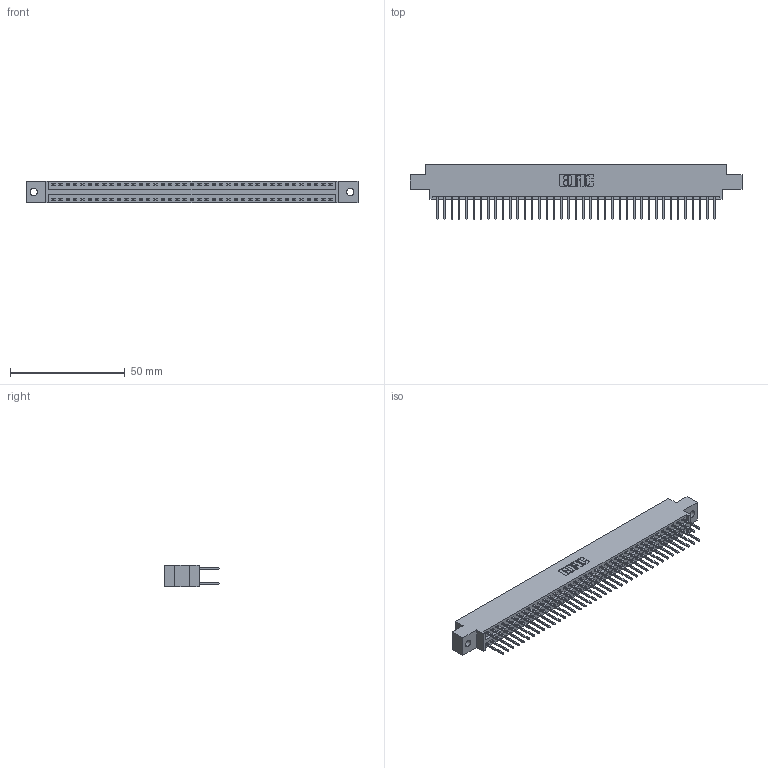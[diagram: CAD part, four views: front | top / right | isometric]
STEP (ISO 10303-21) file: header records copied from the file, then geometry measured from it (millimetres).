
FILE_DESCRIPTION (( 'STEP AP203' ), '1' );
FILE_NAME ('396-078-526-802.STEP', '2019-11-02T13:17:26', ( '' ), ( '' ), 'SwSTEP 2.0', 'SolidWorks 2016', '' );
FILE_SCHEMA (( 'CONFIG_CONTROL_DESIGN' ));
Length unit declared in the file: inch
Products named in the file (3): 345-292-001_345-293-126; 396-078-526-802; 346 Part_0.170 Offset - 0.128 Dia
Assembly tree (79 placements, depth 2):
  396-078-526-802
    346 Part_0.170 Offset - 0.128 Dia
    345-292-001_345-293-126  x78
Bounding box: 144.4 x 24.13 x 9.4 mm (x, y, z)
Volume: 13994 mm3; surface area: 19671.4 mm2
Topology: 79 solids, 79 shells, 4182 faces, 12431 edges, 8182 vertices
Faces by surface type: plane 2810, cylinder 1372
Entity records: 26009 total; most frequent: CARTESIAN_POINT 4292, ORIENTED_EDGE 4226, DIRECTION 3833, EDGE_CURVE 2113, VECTOR 1825, LINE 1825, VERTEX_POINT 1406, AXIS2_PLACEMENT_3D 1004
